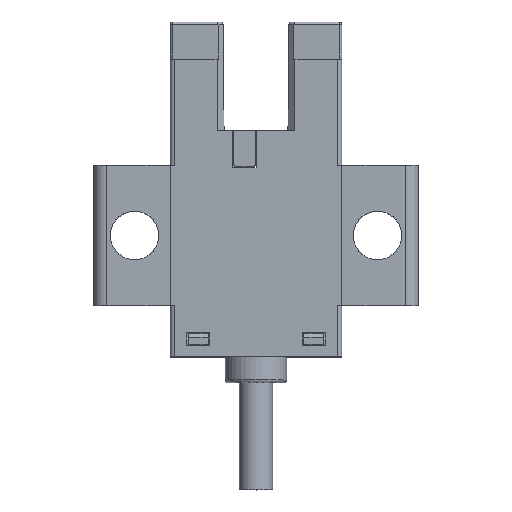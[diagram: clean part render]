
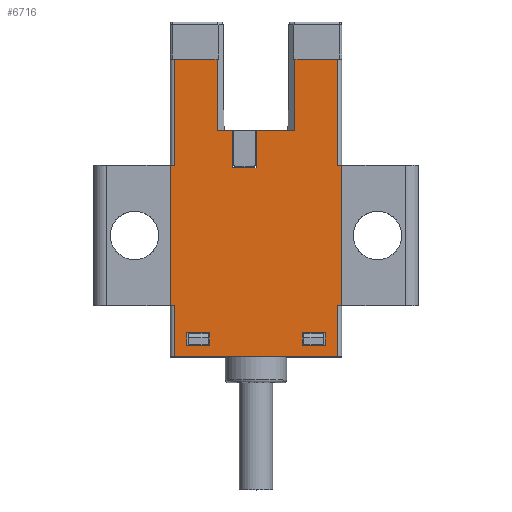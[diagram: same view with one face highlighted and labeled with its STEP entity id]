
A CAD part, top view. The second image highlights one B-rep face of the part: STEP entity #6716.
In plain terms, the highlighted planar face has unit normal (0, 0, 1).
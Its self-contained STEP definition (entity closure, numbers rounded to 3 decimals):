
#3493=DIRECTION('',(1.,0.,0.));
#3494=VECTOR('',#3493,1.8);
#3495=CARTESIAN_POINT('',(3.6,-22.4,3.2));
#3496=LINE('',#3495,#3494);
#3497=DIRECTION('',(0.,1.,0.));
#3498=VECTOR('',#3497,1.);
#3499=CARTESIAN_POINT('',(5.4,-22.4,3.2));
#3500=LINE('',#3499,#3498);
#3501=DIRECTION('',(-1.,0.,0.));
#3502=VECTOR('',#3501,1.8);
#3503=CARTESIAN_POINT('',(5.4,-21.4,3.2));
#3504=LINE('',#3503,#3502);
#3505=DIRECTION('',(0.,-1.,0.));
#3506=VECTOR('',#3505,1.);
#3507=CARTESIAN_POINT('',(3.6,-21.4,3.2));
#3508=LINE('',#3507,#3506);
#3509=DIRECTION('',(-1.,0.,0.));
#3510=VECTOR('',#3509,1.8);
#3511=CARTESIAN_POINT('',(-3.6,-21.4,3.2));
#3512=LINE('',#3511,#3510);
#3513=DIRECTION('',(0.,-1.,0.));
#3514=VECTOR('',#3513,1.);
#3515=CARTESIAN_POINT('',(-5.4,-21.4,3.2));
#3516=LINE('',#3515,#3514);
#3517=DIRECTION('',(1.,0.,0.));
#3518=VECTOR('',#3517,1.8);
#3519=CARTESIAN_POINT('',(-5.4,-22.4,3.2));
#3520=LINE('',#3519,#3518);
#3521=DIRECTION('',(0.,1.,0.));
#3522=VECTOR('',#3521,1.);
#3523=CARTESIAN_POINT('',(-3.6,-22.4,3.2));
#3524=LINE('',#3523,#3522);
#3525=DIRECTION('',(0.,1.,0.));
#3526=VECTOR('',#3525,8.3);
#3527=CARTESIAN_POINT('',(6.4,-8.3,3.2));
#3528=LINE('',#3527,#3526);
#3529=DIRECTION('',(1.,0.,0.));
#3530=VECTOR('',#3529,0.3);
#3531=CARTESIAN_POINT('',(6.4,-8.3,3.2));
#3532=LINE('',#3531,#3530);
#3533=DIRECTION('',(0.,-1.,0.));
#3534=VECTOR('',#3533,11.);
#3535=CARTESIAN_POINT('',(6.7,-8.3,3.2));
#3536=LINE('',#3535,#3534);
#3537=DIRECTION('',(1.,0.,0.));
#3538=VECTOR('',#3537,0.3);
#3539=CARTESIAN_POINT('',(6.4,-19.3,3.2));
#3540=LINE('',#3539,#3538);
#3541=DIRECTION('',(0.,1.,0.));
#3542=VECTOR('',#3541,4.);
#3543=CARTESIAN_POINT('',(6.4,-23.3,3.2));
#3544=LINE('',#3543,#3542);
#3545=DIRECTION('',(1.,0.,0.));
#3546=VECTOR('',#3545,12.8);
#3547=CARTESIAN_POINT('',(-6.4,-23.3,3.2));
#3548=LINE('',#3547,#3546);
#3549=DIRECTION('',(0.,-1.,0.));
#3550=VECTOR('',#3549,4.);
#3551=CARTESIAN_POINT('',(-6.4,-19.3,3.2));
#3552=LINE('',#3551,#3550);
#3553=DIRECTION('',(-1.,0.,0.));
#3554=VECTOR('',#3553,0.3);
#3555=CARTESIAN_POINT('',(-6.4,-19.3,3.2));
#3556=LINE('',#3555,#3554);
#3557=DIRECTION('',(0.,1.,0.));
#3558=VECTOR('',#3557,11.);
#3559=CARTESIAN_POINT('',(-6.7,-19.3,3.2));
#3560=LINE('',#3559,#3558);
#3561=DIRECTION('',(-1.,0.,0.));
#3562=VECTOR('',#3561,0.3);
#3563=CARTESIAN_POINT('',(-6.4,-8.3,3.2));
#3564=LINE('',#3563,#3562);
#3565=DIRECTION('',(0.,-1.,0.));
#3566=VECTOR('',#3565,8.3);
#3567=CARTESIAN_POINT('',(-6.4,0.,3.2));
#3568=LINE('',#3567,#3566);
#3569=DIRECTION('',(1.,0.,0.));
#3570=VECTOR('',#3569,3.351);
#3571=CARTESIAN_POINT('',(-6.4,0.,3.2));
#3572=LINE('',#3571,#3570);
#3573=DIRECTION('',(-0.009,1.,0.));
#3574=VECTOR('',#3573,5.6);
#3575=CARTESIAN_POINT('',(-3.,-5.6,3.2));
#3576=LINE('',#3575,#3574);
#3577=DIRECTION('',(0.,1.,0.));
#3578=VECTOR('',#3577,2.9);
#3579=CARTESIAN_POINT('',(-1.8,-8.5,3.2));
#3580=LINE('',#3579,#3578);
#3581=DIRECTION('',(1.,0.,0.));
#3582=VECTOR('',#3581,1.8);
#3583=CARTESIAN_POINT('',(-1.8,-8.5,3.2));
#3584=LINE('',#3583,#3582);
#3585=DIRECTION('',(0.,-1.,0.));
#3586=VECTOR('',#3585,2.9);
#3587=CARTESIAN_POINT('',(0.,-5.6,3.2));
#3588=LINE('',#3587,#3586);
#3589=DIRECTION('',(-0.009,-1.,0.));
#3590=VECTOR('',#3589,5.6);
#3591=CARTESIAN_POINT('',(3.049,0.,3.2));
#3592=LINE('',#3591,#3590);
#3593=DIRECTION('',(1.,0.,0.));
#3594=VECTOR('',#3593,3.351);
#3595=CARTESIAN_POINT('',(3.049,0.,3.2));
#3596=LINE('',#3595,#3594);
#4216=DIRECTION('',(-1.,0.,0.));
#4217=VECTOR('',#4216,3.);
#4218=CARTESIAN_POINT('',(3.,-5.6,3.2));
#4219=LINE('',#4218,#4217);
#4248=DIRECTION('',(-1.,0.,0.));
#4249=VECTOR('',#4248,1.2);
#4250=CARTESIAN_POINT('',(-1.8,-5.6,3.2));
#4251=LINE('',#4250,#4249);
#4854=CARTESIAN_POINT('',(-1.8,-8.5,3.2));
#4855=CARTESIAN_POINT('',(0.,-8.5,3.2));
#4856=VERTEX_POINT('',#4854);
#4857=VERTEX_POINT('',#4855);
#4858=CARTESIAN_POINT('',(0.,-5.6,3.2));
#4859=VERTEX_POINT('',#4858);
#4862=CARTESIAN_POINT('',(-1.8,-5.6,3.2));
#4863=VERTEX_POINT('',#4862);
#4940=CARTESIAN_POINT('',(3.6,-22.4,3.2));
#4941=CARTESIAN_POINT('',(5.4,-22.4,3.2));
#4942=VERTEX_POINT('',#4940);
#4943=VERTEX_POINT('',#4941);
#4944=CARTESIAN_POINT('',(5.4,-21.4,3.2));
#4945=VERTEX_POINT('',#4944);
#4946=CARTESIAN_POINT('',(3.6,-21.4,3.2));
#4947=VERTEX_POINT('',#4946);
#4992=CARTESIAN_POINT('',(-3.6,-21.4,3.2));
#4993=CARTESIAN_POINT('',(-5.4,-21.4,3.2));
#4994=VERTEX_POINT('',#4992);
#4995=VERTEX_POINT('',#4993);
#4996=CARTESIAN_POINT('',(-5.4,-22.4,3.2));
#4997=VERTEX_POINT('',#4996);
#4998=CARTESIAN_POINT('',(-3.6,-22.4,3.2));
#4999=VERTEX_POINT('',#4998);
#5056=CARTESIAN_POINT('',(3.049,0.,3.2));
#5057=CARTESIAN_POINT('',(3.,-5.6,3.2));
#5058=VERTEX_POINT('',#5056);
#5059=VERTEX_POINT('',#5057);
#5071=CARTESIAN_POINT('',(-3.,-5.6,3.2));
#5073=VERTEX_POINT('',#5071);
#5080=CARTESIAN_POINT('',(-3.049,0.,3.2));
#5081=VERTEX_POINT('',#5080);
#5188=CARTESIAN_POINT('',(6.4,-23.3,3.2));
#5189=VERTEX_POINT('',#5188);
#5190=CARTESIAN_POINT('',(6.4,-19.3,3.2));
#5191=VERTEX_POINT('',#5190);
#5196=CARTESIAN_POINT('',(-6.4,0.,3.2));
#5197=VERTEX_POINT('',#5196);
#5198=CARTESIAN_POINT('',(-6.4,-8.3,3.2));
#5199=VERTEX_POINT('',#5198);
#5216=CARTESIAN_POINT('',(6.7,-19.3,3.2));
#5217=VERTEX_POINT('',#5216);
#5218=CARTESIAN_POINT('',(-6.7,-8.3,3.2));
#5219=VERTEX_POINT('',#5218);
#5224=CARTESIAN_POINT('',(6.4,0.,3.2));
#5226=VERTEX_POINT('',#5224);
#5230=CARTESIAN_POINT('',(6.4,-8.3,3.2));
#5231=VERTEX_POINT('',#5230);
#5232=CARTESIAN_POINT('',(6.7,-8.3,3.2));
#5233=VERTEX_POINT('',#5232);
#5244=CARTESIAN_POINT('',(-6.4,-23.3,3.2));
#5246=VERTEX_POINT('',#5244);
#5250=CARTESIAN_POINT('',(-6.4,-19.3,3.2));
#5251=VERTEX_POINT('',#5250);
#5252=CARTESIAN_POINT('',(-6.7,-19.3,3.2));
#5253=VERTEX_POINT('',#5252);
#6657=CARTESIAN_POINT('',(0.,0.,3.2));
#6658=DIRECTION('',(0.,0.,1.));
#6659=DIRECTION('',(1.,0.,0.));
#6660=AXIS2_PLACEMENT_3D('',#6657,#6658,#6659);
#6661=PLANE('',#6660);
#6663=ORIENTED_EDGE('',*,*,#6662,.F.);
#6665=ORIENTED_EDGE('',*,*,#6664,.T.);
#6667=ORIENTED_EDGE('',*,*,#6666,.T.);
#6669=ORIENTED_EDGE('',*,*,#6668,.F.);
#6670=ORIENTED_EDGE('',*,*,#6650,.F.);
#6671=ORIENTED_EDGE('',*,*,#6020,.F.);
#6672=ORIENTED_EDGE('',*,*,#6060,.F.);
#6674=ORIENTED_EDGE('',*,*,#6673,.T.);
#6676=ORIENTED_EDGE('',*,*,#6675,.T.);
#6678=ORIENTED_EDGE('',*,*,#6677,.F.);
#6679=ORIENTED_EDGE('',*,*,#6107,.F.);
#6680=ORIENTED_EDGE('',*,*,#6126,.T.);
#6681=ORIENTED_EDGE('',*,*,#6249,.F.);
#6683=ORIENTED_EDGE('',*,*,#6682,.F.);
#6685=ORIENTED_EDGE('',*,*,#6684,.F.);
#6687=ORIENTED_EDGE('',*,*,#6686,.T.);
#6688=ORIENTED_EDGE('',*,*,#5797,.F.);
#6690=ORIENTED_EDGE('',*,*,#6689,.F.);
#6692=ORIENTED_EDGE('',*,*,#6691,.F.);
#6693=ORIENTED_EDGE('',*,*,#6155,.T.);
#6694=EDGE_LOOP('',(#6663,#6665,#6667,#6669,#6670,#6671,#6672,#6674,#6676,#6678,
#6679,#6680,#6681,#6683,#6685,#6687,#6688,#6690,#6692,#6693));
#6695=FACE_OUTER_BOUND('',#6694,.F.);
#6697=ORIENTED_EDGE('',*,*,#6696,.T.);
#6699=ORIENTED_EDGE('',*,*,#6698,.T.);
#6701=ORIENTED_EDGE('',*,*,#6700,.T.);
#6703=ORIENTED_EDGE('',*,*,#6702,.T.);
#6704=EDGE_LOOP('',(#6697,#6699,#6701,#6703));
#6705=FACE_BOUND('',#6704,.F.);
#6707=ORIENTED_EDGE('',*,*,#6706,.T.);
#6709=ORIENTED_EDGE('',*,*,#6708,.T.);
#6711=ORIENTED_EDGE('',*,*,#6710,.T.);
#6713=ORIENTED_EDGE('',*,*,#6712,.T.);
#6714=EDGE_LOOP('',(#6707,#6709,#6711,#6713));
#6715=FACE_BOUND('',#6714,.F.);
#6716=ADVANCED_FACE('',(#6695,#6705,#6715),#6661,.T.);
#5797=EDGE_CURVE('',#4859,#4857,#3588,.T.);
#6020=EDGE_CURVE('',#5246,#5189,#3548,.T.);
#6060=EDGE_CURVE('',#5251,#5246,#3552,.T.);
#6107=EDGE_CURVE('',#5197,#5199,#3568,.T.);
#6126=EDGE_CURVE('',#5197,#5081,#3572,.T.);
#6155=EDGE_CURVE('',#5058,#5226,#3596,.T.);
#6249=EDGE_CURVE('',#5073,#5081,#3576,.T.);
#6650=EDGE_CURVE('',#5189,#5191,#3544,.T.);
#6662=EDGE_CURVE('',#5231,#5226,#3528,.T.);
#6664=EDGE_CURVE('',#5231,#5233,#3532,.T.);
#6666=EDGE_CURVE('',#5233,#5217,#3536,.T.);
#6668=EDGE_CURVE('',#5191,#5217,#3540,.T.);
#6673=EDGE_CURVE('',#5251,#5253,#3556,.T.);
#6675=EDGE_CURVE('',#5253,#5219,#3560,.T.);
#6677=EDGE_CURVE('',#5199,#5219,#3564,.T.);
#6682=EDGE_CURVE('',#4863,#5073,#4251,.T.);
#6684=EDGE_CURVE('',#4856,#4863,#3580,.T.);
#6686=EDGE_CURVE('',#4856,#4857,#3584,.T.);
#6689=EDGE_CURVE('',#5059,#4859,#4219,.T.);
#6691=EDGE_CURVE('',#5058,#5059,#3592,.T.);
#6696=EDGE_CURVE('',#4942,#4943,#3496,.T.);
#6698=EDGE_CURVE('',#4943,#4945,#3500,.T.);
#6700=EDGE_CURVE('',#4945,#4947,#3504,.T.);
#6702=EDGE_CURVE('',#4947,#4942,#3508,.T.);
#6706=EDGE_CURVE('',#4994,#4995,#3512,.T.);
#6708=EDGE_CURVE('',#4995,#4997,#3516,.T.);
#6710=EDGE_CURVE('',#4997,#4999,#3520,.T.);
#6712=EDGE_CURVE('',#4999,#4994,#3524,.T.);
